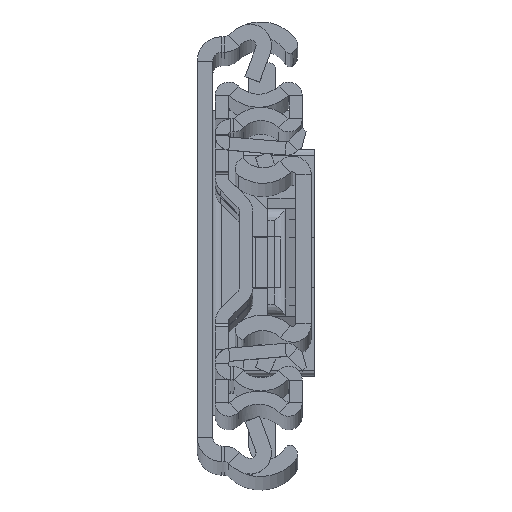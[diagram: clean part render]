
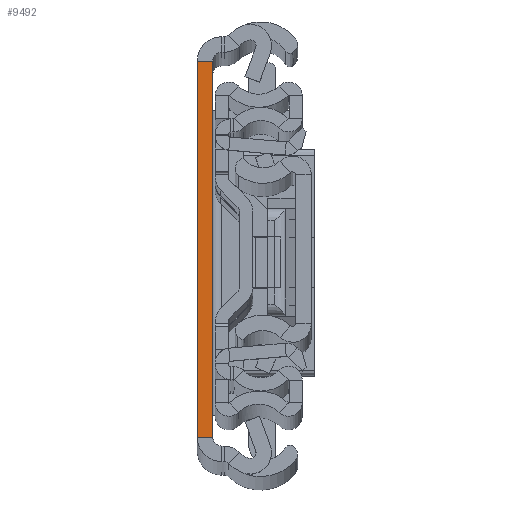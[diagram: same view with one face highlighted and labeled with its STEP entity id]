
A CAD part, top view. The second image highlights one B-rep face of the part: STEP entity #9492.
In plain terms, the highlighted planar face has unit normal (0, 0, 1).
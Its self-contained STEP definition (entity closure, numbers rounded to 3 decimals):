
#1109 = CARTESIAN_POINT ( 'NONE',  ( 0., 31.5, 0. ) ) ;
#2457 = ORIENTED_EDGE ( 'NONE', *, *, #12505, .T. ) ;
#2542 = AXIS2_PLACEMENT_3D ( 'NONE', #14456, #6156, #11725 ) ;
#4538 = DIRECTION ( 'NONE',  ( 1., 0., 0. ) ) ;
#4568 = VECTOR ( 'NONE', #9721, 1000. ) ;
#5429 = VECTOR ( 'NONE', #4538, 1000. ) ;
#6156 = DIRECTION ( 'NONE',  ( 0., 0., -1. ) ) ;
#6394 = VERTEX_POINT ( 'NONE', #17665 ) ;
#7316 = DIRECTION ( 'NONE',  ( 1., 0., 0. ) ) ;
#8107 = DIRECTION ( 'NONE',  ( 0., 1., 0. ) ) ;
#8460 = VERTEX_POINT ( 'NONE', #1109 ) ;
#8812 = EDGE_CURVE ( 'NONE', #8460, #10372, #10011, .T. ) ;
#8863 = ORIENTED_EDGE ( 'NONE', *, *, #9173, .F. ) ;
#9126 = ORIENTED_EDGE ( 'NONE', *, *, #13073, .T. ) ;
#9173 = EDGE_CURVE ( 'NONE', #6394, #8460, #18013, .T. ) ;
#9492 = ADVANCED_FACE ( 'NONE', ( #14557 ), #17874, .F. ) ;
#9692 = VERTEX_POINT ( 'NONE', #10229 ) ;
#9721 = DIRECTION ( 'NONE',  ( 0., 1., 0. ) ) ;
#9738 = EDGE_LOOP ( 'NONE', ( #17245, #8863, #2457, #9126 ) ) ;
#9924 = CARTESIAN_POINT ( 'NONE',  ( 2.6, 31.5, 0. ) ) ;
#10011 = LINE ( 'NONE', #9924, #5429 ) ;
#10229 = CARTESIAN_POINT ( 'NONE',  ( 2.6, -31.5, 0. ) ) ;
#10372 = VERTEX_POINT ( 'NONE', #12280 ) ;
#10635 = CARTESIAN_POINT ( 'NONE',  ( 2.6, -31.5, 0. ) ) ;
#11427 = CARTESIAN_POINT ( 'NONE',  ( 2.6, -31.5, 0. ) ) ;
#11695 = VECTOR ( 'NONE', #7316, 1000. ) ;
#11725 = DIRECTION ( 'NONE',  ( 0., 1., 0. ) ) ;
#12280 = CARTESIAN_POINT ( 'NONE',  ( 2.6, 31.5, 0. ) ) ;
#12505 = EDGE_CURVE ( 'NONE', #6394, #9692, #12963, .T. ) ;
#12963 = LINE ( 'NONE', #11427, #11695 ) ;
#13073 = EDGE_CURVE ( 'NONE', #9692, #10372, #13566, .T. ) ;
#13566 = LINE ( 'NONE', #10635, #17796 ) ;
#14456 = CARTESIAN_POINT ( 'NONE',  ( 2.6, -31.5, 0. ) ) ;
#14557 = FACE_OUTER_BOUND ( 'NONE', #9738, .T. ) ;
#16654 = CARTESIAN_POINT ( 'NONE',  ( 0., -31.5, 0. ) ) ;
#17245 = ORIENTED_EDGE ( 'NONE', *, *, #8812, .F. ) ;
#17665 = CARTESIAN_POINT ( 'NONE',  ( 0., -31.5, 0. ) ) ;
#17796 = VECTOR ( 'NONE', #8107, 1000. ) ;
#17874 = PLANE ( 'NONE',  #2542 ) ;
#18013 = LINE ( 'NONE', #16654, #4568 ) ;
